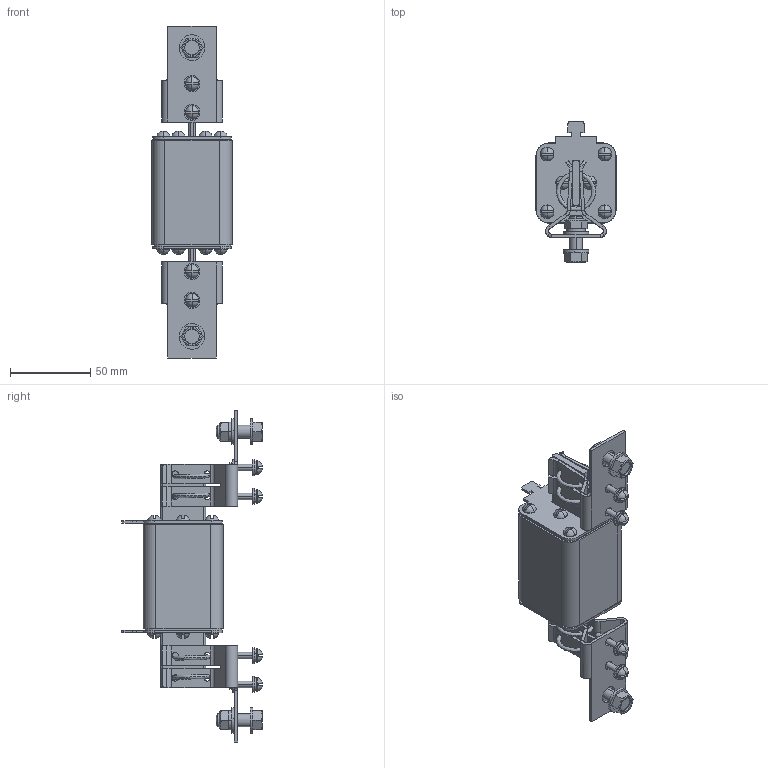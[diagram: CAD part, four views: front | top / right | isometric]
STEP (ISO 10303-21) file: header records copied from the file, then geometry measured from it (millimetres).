
FILE_DESCRIPTION (( 'STEP AP203' ), '1' );
FILE_NAME ('ﾏﾍ2 - 250ﾀ.STEP', '2014-06-26T10:54:13', ( 'admin' ), ( 'Microsoft' ), 'SwSTEP 2.0', 'SolidWorks 2007', '' );
FILE_SCHEMA (( 'CONFIG_CONTROL_DESIGN' ));
Length unit declared in the file: millimetre
Products named in the file (1): ﾏﾍ2 - 250ﾀ
Bounding box: 50 x 88.05 x 207.4 mm (x, y, z)
Surface area: 61343.8 mm2 (no closed solid volume)
Topology: 0 solids, 57 shells, 628 faces, 1796 edges, 1228 vertices
Faces by surface type: plane 330, cylinder 230, sphere 32, torus 16, cone 12, bspline 8
Entity records: 22355 total; most frequent: CARTESIAN_POINT 5521, DIRECTION 3746, ORIENTED_EDGE 3070, EDGE_CURVE 1796, AXIS2_PLACEMENT_3D 1389, VERTEX_POINT 1228, VECTOR 968, LINE 968
